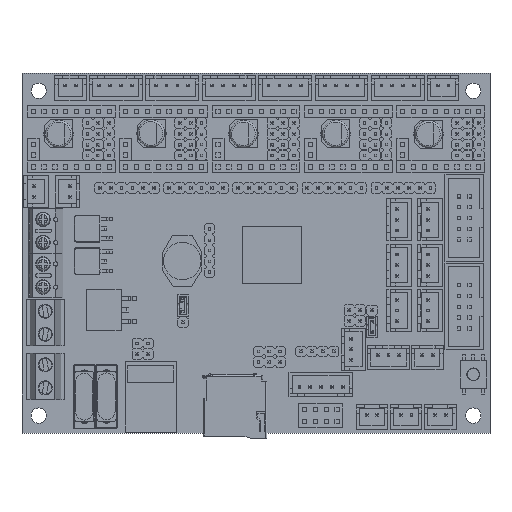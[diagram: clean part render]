
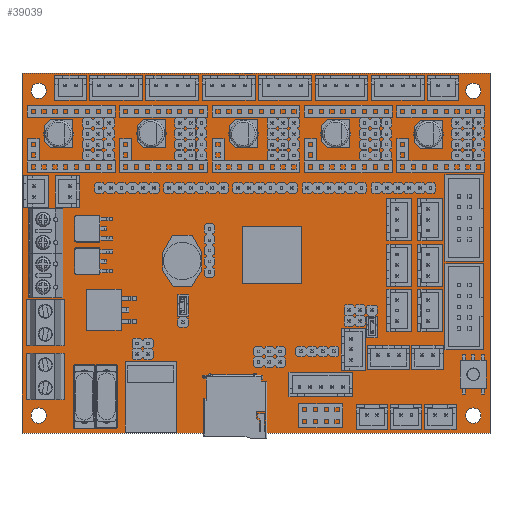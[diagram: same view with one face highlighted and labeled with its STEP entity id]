
A CAD part, top view. The second image highlights one B-rep face of the part: STEP entity #39039.
In plain terms, the highlighted planar face has unit normal (0, 0, 1).
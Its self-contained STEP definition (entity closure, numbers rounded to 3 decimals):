
#1755=FACE_BOUND('',#6199,.T.);
#1756=FACE_BOUND('',#6200,.T.);
#1757=FACE_BOUND('',#6201,.T.);
#1758=FACE_BOUND('',#6202,.T.);
#1966=PLANE('',#41591);
#4006=FACE_OUTER_BOUND('',#6198,.T.);
#6198=EDGE_LOOP('',(#27999,#28000,#28001,#28002));
#6199=EDGE_LOOP('',(#28003));
#6200=EDGE_LOOP('',(#28004));
#6201=EDGE_LOOP('',(#28005));
#6202=EDGE_LOOP('',(#28006));
#8595=LINE('',#54629,#13674);
#8598=LINE('',#54635,#13677);
#8601=LINE('',#54641,#13680);
#8604=LINE('',#54645,#13683);
#13674=VECTOR('',#44257,10.);
#13677=VECTOR('',#44262,10.);
#13680=VECTOR('',#44267,10.);
#13683=VECTOR('',#44272,10.);
#18748=CIRCLE('',#41577,1.8);
#18750=CIRCLE('',#41580,1.8);
#18752=CIRCLE('',#41583,1.8);
#18754=CIRCLE('',#41586,1.8);
#19031=VERTEX_POINT('',#54601);
#19033=VERTEX_POINT('',#54607);
#19035=VERTEX_POINT('',#54613);
#19037=VERTEX_POINT('',#54619);
#19040=VERTEX_POINT('',#54626);
#19041=VERTEX_POINT('',#54628);
#19043=VERTEX_POINT('',#54634);
#19045=VERTEX_POINT('',#54640);
#22506=EDGE_CURVE('',#19031,#19031,#18748,.T.);
#22509=EDGE_CURVE('',#19033,#19033,#18750,.T.);
#22512=EDGE_CURVE('',#19035,#19035,#18752,.T.);
#22515=EDGE_CURVE('',#19037,#19037,#18754,.T.);
#22518=EDGE_CURVE('',#19041,#19040,#8595,.T.);
#22521=EDGE_CURVE('',#19043,#19041,#8598,.T.);
#22524=EDGE_CURVE('',#19045,#19043,#8601,.T.);
#22527=EDGE_CURVE('',#19040,#19045,#8604,.T.);
#27999=ORIENTED_EDGE('',*,*,#22527,.T.);
#28000=ORIENTED_EDGE('',*,*,#22524,.T.);
#28001=ORIENTED_EDGE('',*,*,#22521,.T.);
#28002=ORIENTED_EDGE('',*,*,#22518,.T.);
#28003=ORIENTED_EDGE('',*,*,#22515,.T.);
#28004=ORIENTED_EDGE('',*,*,#22512,.T.);
#28005=ORIENTED_EDGE('',*,*,#22509,.T.);
#28006=ORIENTED_EDGE('',*,*,#22506,.T.);
#39039=ADVANCED_FACE('',(#4006,#1755,#1756,#1757,#1758),#1966,.T.);
#41577=AXIS2_PLACEMENT_3D('',#54603,#44230,#44231);
#41580=AXIS2_PLACEMENT_3D('',#54609,#44237,#44238);
#41583=AXIS2_PLACEMENT_3D('',#54615,#44244,#44245);
#41586=AXIS2_PLACEMENT_3D('',#54621,#44251,#44252);
#41591=AXIS2_PLACEMENT_3D('',#54646,#44273,#44274);
#44230=DIRECTION('center_axis',(0.,0.,-1.));
#44231=DIRECTION('ref_axis',(1.,0.,0.));
#44237=DIRECTION('center_axis',(0.,0.,-1.));
#44238=DIRECTION('ref_axis',(1.,0.,0.));
#44244=DIRECTION('center_axis',(0.,0.,-1.));
#44245=DIRECTION('ref_axis',(1.,0.,0.));
#44251=DIRECTION('center_axis',(0.,0.,-1.));
#44252=DIRECTION('ref_axis',(1.,0.,0.));
#44257=DIRECTION('',(0.,-1.,0.));
#44262=DIRECTION('',(-1.,0.,0.));
#44267=DIRECTION('',(0.,1.,0.));
#44272=DIRECTION('',(1.,0.,0.));
#44273=DIRECTION('center_axis',(0.,0.,1.));
#44274=DIRECTION('ref_axis',(1.,0.,0.));
#54601=CARTESIAN_POINT('',(-52.725,-38.05,1.6));
#54603=CARTESIAN_POINT('Origin',(-50.925,-38.05,1.6));
#54607=CARTESIAN_POINT('',(-52.725,38.05,1.6));
#54609=CARTESIAN_POINT('Origin',(-50.925,38.05,1.6));
#54613=CARTESIAN_POINT('',(49.125,-38.05,1.6));
#54615=CARTESIAN_POINT('Origin',(50.925,-38.05,1.6));
#54619=CARTESIAN_POINT('',(49.125,38.05,1.6));
#54621=CARTESIAN_POINT('Origin',(50.925,38.05,1.6));
#54626=CARTESIAN_POINT('',(-54.835,-42.15,1.6));
#54628=CARTESIAN_POINT('',(-54.835,42.15,1.6));
#54629=CARTESIAN_POINT('',(-54.835,-42.15,1.6));
#54634=CARTESIAN_POINT('',(54.835,42.15,1.6));
#54635=CARTESIAN_POINT('',(-54.835,42.15,1.6));
#54640=CARTESIAN_POINT('',(54.835,-42.15,1.6));
#54641=CARTESIAN_POINT('',(54.835,42.15,1.6));
#54645=CARTESIAN_POINT('',(54.835,-42.15,1.6));
#54646=CARTESIAN_POINT('Origin',(0.,0.,1.6));
